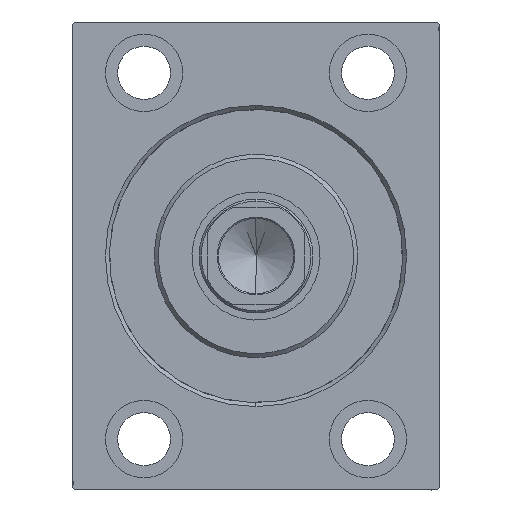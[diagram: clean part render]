
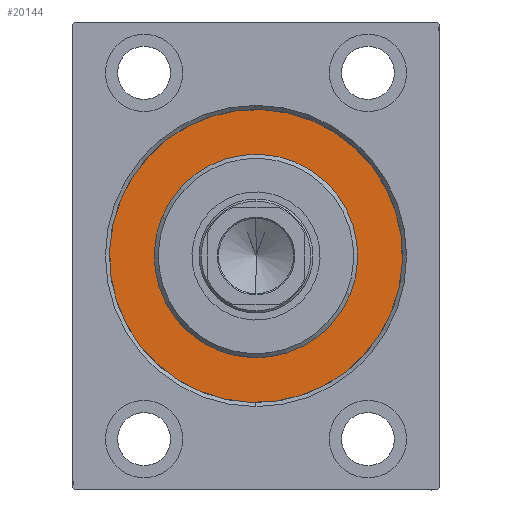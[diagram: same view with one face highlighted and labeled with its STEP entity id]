
A CAD part, left-side view. The second image highlights one B-rep face of the part: STEP entity #20144.
In plain terms, the highlighted face is planar.
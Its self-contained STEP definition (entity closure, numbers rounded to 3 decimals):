
#2444 = AXIS2_PLACEMENT_3D ( 'NONE', #17269, #3457, #31053 ) ;
#3457 = DIRECTION ( 'NONE',  ( -1., 0., 0. ) ) ;
#3599 = ORIENTED_EDGE ( 'NONE', *, *, #12044, .F. ) ;
#3872 = AXIS2_PLACEMENT_3D ( 'NONE', #9790, #31058, #34239 ) ;
#4515 = AXIS2_PLACEMENT_3D ( 'NONE', #32068, #32285, #22330 ) ;
#5309 = CIRCLE ( 'NONE', #3872, 25. ) ;
#6825 = VERTEX_POINT ( 'NONE', #13423 ) ;
#7071 = FACE_BOUND ( 'NONE', #21030, .T. ) ;
#7676 = VERTEX_POINT ( 'NONE', #14385 ) ;
#8416 = VERTEX_POINT ( 'NONE', #30290 ) ;
#9790 = CARTESIAN_POINT ( 'NONE',  ( 0., 0., 0. ) ) ;
#11461 = EDGE_CURVE ( 'NONE', #8416, #7676, #38438, .T. ) ;
#12044 = EDGE_CURVE ( 'NONE', #6825, #28657, #33417, .T. ) ;
#12528 = CARTESIAN_POINT ( 'NONE',  ( 0., 0., 0. ) ) ;
#13423 = CARTESIAN_POINT ( 'NONE',  ( 0., 0., -25. ) ) ;
#14316 = PLANE ( 'NONE',  #2444 ) ;
#14385 = CARTESIAN_POINT ( 'NONE',  ( 0., 0., -36. ) ) ;
#14448 = ORIENTED_EDGE ( 'NONE', *, *, #11461, .F. ) ;
#14620 = DIRECTION ( 'NONE',  ( 0., 0., 1. ) ) ;
#15244 = DIRECTION ( 'NONE',  ( 0., 0., 1. ) ) ;
#16387 = EDGE_CURVE ( 'NONE', #7676, #8416, #31218, .T. ) ;
#17269 = CARTESIAN_POINT ( 'NONE',  ( 0., 0., 0. ) ) ;
#19250 = EDGE_CURVE ( 'NONE', #28657, #6825, #5309, .T. ) ;
#20144 = ADVANCED_FACE ( 'NONE', ( #7071, #24050 ), #14316, .F. ) ;
#21030 = EDGE_LOOP ( 'NONE', ( #38454, #3599 ) ) ;
#22014 = CARTESIAN_POINT ( 'NONE',  ( 0., 0., 25. ) ) ;
#22330 = DIRECTION ( 'NONE',  ( 0., 0., -1. ) ) ;
#24050 = FACE_OUTER_BOUND ( 'NONE', #33423, .T. ) ;
#28637 = CARTESIAN_POINT ( 'NONE',  ( 0., 0., 0. ) ) ;
#28657 = VERTEX_POINT ( 'NONE', #22014 ) ;
#29758 = AXIS2_PLACEMENT_3D ( 'NONE', #12528, #43516, #15244 ) ;
#30290 = CARTESIAN_POINT ( 'NONE',  ( 0., 0., 36. ) ) ;
#31053 = DIRECTION ( 'NONE',  ( 0., 0., 1. ) ) ;
#31058 = DIRECTION ( 'NONE',  ( 1., 0., 0. ) ) ;
#31218 = CIRCLE ( 'NONE', #42075, 36. ) ;
#32068 = CARTESIAN_POINT ( 'NONE',  ( 0., 0., 0. ) ) ;
#32285 = DIRECTION ( 'NONE',  ( 1., 0., 0. ) ) ;
#33417 = CIRCLE ( 'NONE', #4515, 25. ) ;
#33423 = EDGE_LOOP ( 'NONE', ( #42456, #14448 ) ) ;
#34239 = DIRECTION ( 'NONE',  ( 0., 0., -1. ) ) ;
#35873 = DIRECTION ( 'NONE',  ( -1., 0., 0. ) ) ;
#38438 = CIRCLE ( 'NONE', #29758, 36. ) ;
#38454 = ORIENTED_EDGE ( 'NONE', *, *, #19250, .F. ) ;
#42075 = AXIS2_PLACEMENT_3D ( 'NONE', #28637, #35873, #14620 ) ;
#42456 = ORIENTED_EDGE ( 'NONE', *, *, #16387, .F. ) ;
#43516 = DIRECTION ( 'NONE',  ( -1., 0., 0. ) ) ;
